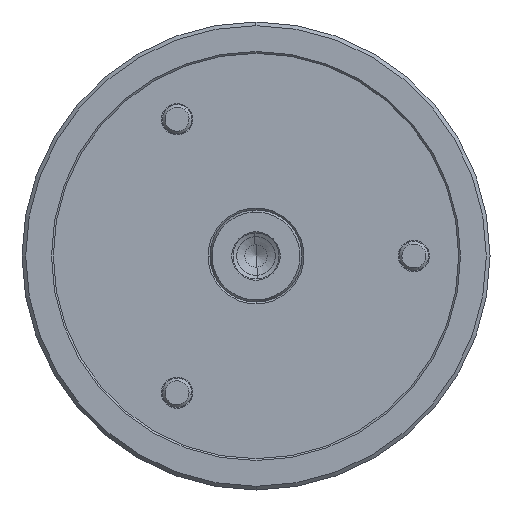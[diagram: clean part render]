
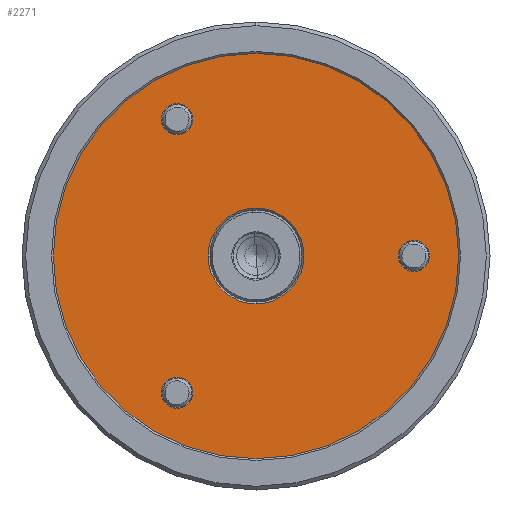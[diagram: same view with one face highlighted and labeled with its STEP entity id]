
A CAD part, left-side view. The second image highlights one B-rep face of the part: STEP entity #2271.
In plain terms, the highlighted planar face has unit normal (-1, 0, 0).
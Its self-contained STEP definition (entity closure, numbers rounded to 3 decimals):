
#70 = DIRECTION ( 'NONE',  ( -1., 0., 0. ) ) ;
#160 = CIRCLE ( 'NONE', #1348, 8.5 ) ;
#340 = VERTEX_POINT ( 'NONE', #2083 ) ;
#927 = CARTESIAN_POINT ( 'NONE',  ( 5., 42.85, -74.218 ) ) ;
#1239 = CARTESIAN_POINT ( 'NONE',  ( 5., 0., 0. ) ) ;
#1261 = DIRECTION ( 'NONE',  ( 1., 0., 0. ) ) ;
#1320 = FACE_BOUND ( 'NONE', #11807, .T. ) ;
#1321 = ORIENTED_EDGE ( 'NONE', *, *, #12155, .F. ) ;
#1335 = CARTESIAN_POINT ( 'NONE',  ( 5., 42.85, 74.218 ) ) ;
#1348 = AXIS2_PLACEMENT_3D ( 'NONE', #7705, #1722, #8699 ) ;
#1580 = EDGE_CURVE ( 'NONE', #7217, #6426, #160, .T. ) ;
#1722 = DIRECTION ( 'NONE',  ( -1., 0., 0. ) ) ;
#1741 = AXIS2_PLACEMENT_3D ( 'NONE', #5642, #12604, #6640 ) ;
#1809 = VERTEX_POINT ( 'NONE', #9729 ) ;
#1821 = AXIS2_PLACEMENT_3D ( 'NONE', #4616, #11587, #5639 ) ;
#1883 = AXIS2_PLACEMENT_3D ( 'NONE', #6036, #70, #7048 ) ;
#1922 = CARTESIAN_POINT ( 'NONE',  ( 5., 42.85, 65.718 ) ) ;
#1930 = DIRECTION ( 'NONE',  ( 0., 0., 1. ) ) ;
#1957 = CIRCLE ( 'NONE', #8130, 8.5 ) ;
#2020 = ORIENTED_EDGE ( 'NONE', *, *, #7987, .T. ) ;
#2083 = CARTESIAN_POINT ( 'NONE',  ( 5., 0., -110. ) ) ;
#2166 = CARTESIAN_POINT ( 'NONE',  ( 5., 110., 0. ) ) ;
#2251 = DIRECTION ( 'NONE',  ( 0., 0., -1. ) ) ;
#2271 = ADVANCED_FACE ( 'NONE', ( #6651, #11624, #1320, #3965, #11926 ), #3164, .T. ) ;
#2281 = VERTEX_POINT ( 'NONE', #9153 ) ;
#2341 = DIRECTION ( 'NONE',  ( 0., 0., 1. ) ) ;
#2393 = EDGE_CURVE ( 'NONE', #6426, #7217, #3032, .T. ) ;
#2544 = CARTESIAN_POINT ( 'NONE',  ( 5., -85.7, -8.5 ) ) ;
#2900 = CIRCLE ( 'NONE', #1821, 8.5 ) ;
#2949 = CARTESIAN_POINT ( 'NONE',  ( 5., 0., -26. ) ) ;
#2987 = VERTEX_POINT ( 'NONE', #2544 ) ;
#3032 = CIRCLE ( 'NONE', #8467, 8.5 ) ;
#3164 = PLANE ( 'NONE',  #7811 ) ;
#3418 = ORIENTED_EDGE ( 'NONE', *, *, #6898, .F. ) ;
#3576 = ORIENTED_EDGE ( 'NONE', *, *, #11849, .F. ) ;
#3578 = VERTEX_POINT ( 'NONE', #4821 ) ;
#3640 = CARTESIAN_POINT ( 'NONE',  ( 5., 0., 26. ) ) ;
#3965 = FACE_BOUND ( 'NONE', #7849, .T. ) ;
#4086 = ORIENTED_EDGE ( 'NONE', *, *, #2393, .F. ) ;
#4271 = CIRCLE ( 'NONE', #1741, 26. ) ;
#4421 = DIRECTION ( 'NONE',  ( 1., 0., 0. ) ) ;
#4444 = CIRCLE ( 'NONE', #11020, 8.5 ) ;
#4616 = CARTESIAN_POINT ( 'NONE',  ( 5., -85.7, 0. ) ) ;
#4696 = DIRECTION ( 'NONE',  ( -1., 0., 0. ) ) ;
#4821 = CARTESIAN_POINT ( 'NONE',  ( 5., 0., 110. ) ) ;
#4852 = CARTESIAN_POINT ( 'NONE',  ( 5., 42.85, -82.718 ) ) ;
#5232 = ORIENTED_EDGE ( 'NONE', *, *, #6239, .F. ) ;
#5639 = DIRECTION ( 'NONE',  ( 0., 0., 1. ) ) ;
#5642 = CARTESIAN_POINT ( 'NONE',  ( 5., 0., 0. ) ) ;
#5703 = CIRCLE ( 'NONE', #1883, 8.5 ) ;
#6036 = CARTESIAN_POINT ( 'NONE',  ( 5., 42.85, -74.218 ) ) ;
#6183 = DIRECTION ( 'NONE',  ( 0., 0., 1. ) ) ;
#6239 = EDGE_CURVE ( 'NONE', #340, #3578, #6675, .T. ) ;
#6426 = VERTEX_POINT ( 'NONE', #10421 ) ;
#6446 = ORIENTED_EDGE ( 'NONE', *, *, #11499, .F. ) ;
#6640 = DIRECTION ( 'NONE',  ( 0., 0., 1. ) ) ;
#6651 = FACE_BOUND ( 'NONE', #12755, .T. ) ;
#6675 = CIRCLE ( 'NONE', #11332, 110. ) ;
#6845 = AXIS2_PLACEMENT_3D ( 'NONE', #10397, #4421, #11388 ) ;
#6898 = EDGE_CURVE ( 'NONE', #2281, #2987, #2900, .T. ) ;
#7048 = DIRECTION ( 'NONE',  ( 0., 0., 1. ) ) ;
#7217 = VERTEX_POINT ( 'NONE', #1922 ) ;
#7225 = VERTEX_POINT ( 'NONE', #2949 ) ;
#7257 = CARTESIAN_POINT ( 'NONE',  ( 5., 0., 0. ) ) ;
#7471 = EDGE_CURVE ( 'NONE', #3578, #340, #12408, .T. ) ;
#7705 = CARTESIAN_POINT ( 'NONE',  ( 5., 42.85, 74.218 ) ) ;
#7736 = ORIENTED_EDGE ( 'NONE', *, *, #7471, .F. ) ;
#7811 = AXIS2_PLACEMENT_3D ( 'NONE', #2166, #12139, #6183 ) ;
#7820 = EDGE_LOOP ( 'NONE', ( #5232, #7736 ) ) ;
#7849 = EDGE_LOOP ( 'NONE', ( #2020, #10135 ) ) ;
#7910 = DIRECTION ( 'NONE',  ( -1., 0., 0. ) ) ;
#7987 = EDGE_CURVE ( 'NONE', #8668, #7225, #4271, .T. ) ;
#8130 = AXIS2_PLACEMENT_3D ( 'NONE', #10661, #4696, #11661 ) ;
#8188 = ORIENTED_EDGE ( 'NONE', *, *, #1580, .F. ) ;
#8227 = DIRECTION ( 'NONE',  ( 1., 0., 0. ) ) ;
#8251 = DIRECTION ( 'NONE',  ( 0., 0., -1. ) ) ;
#8318 = DIRECTION ( 'NONE',  ( -1., 0., 0. ) ) ;
#8467 = AXIS2_PLACEMENT_3D ( 'NONE', #1335, #8318, #2341 ) ;
#8484 = EDGE_CURVE ( 'NONE', #7225, #8668, #11973, .T. ) ;
#8668 = VERTEX_POINT ( 'NONE', #3640 ) ;
#8699 = DIRECTION ( 'NONE',  ( 0., 0., 1. ) ) ;
#9153 = CARTESIAN_POINT ( 'NONE',  ( 5., -85.7, 8.5 ) ) ;
#9729 = CARTESIAN_POINT ( 'NONE',  ( 5., 42.85, -65.718 ) ) ;
#10135 = ORIENTED_EDGE ( 'NONE', *, *, #8484, .T. ) ;
#10240 = AXIS2_PLACEMENT_3D ( 'NONE', #1239, #8227, #2251 ) ;
#10374 = VERTEX_POINT ( 'NONE', #4852 ) ;
#10397 = CARTESIAN_POINT ( 'NONE',  ( 5., 0., 0. ) ) ;
#10421 = CARTESIAN_POINT ( 'NONE',  ( 5., 42.85, 82.718 ) ) ;
#10661 = CARTESIAN_POINT ( 'NONE',  ( 5., -85.7, 0. ) ) ;
#11020 = AXIS2_PLACEMENT_3D ( 'NONE', #927, #7910, #1930 ) ;
#11332 = AXIS2_PLACEMENT_3D ( 'NONE', #7257, #1261, #8251 ) ;
#11388 = DIRECTION ( 'NONE',  ( 0., 0., 1. ) ) ;
#11480 = EDGE_LOOP ( 'NONE', ( #6446, #1321 ) ) ;
#11499 = EDGE_CURVE ( 'NONE', #10374, #1809, #4444, .T. ) ;
#11587 = DIRECTION ( 'NONE',  ( -1., 0., 0. ) ) ;
#11624 = FACE_BOUND ( 'NONE', #11480, .T. ) ;
#11661 = DIRECTION ( 'NONE',  ( 0., 0., 1. ) ) ;
#11807 = EDGE_LOOP ( 'NONE', ( #3576, #3418 ) ) ;
#11849 = EDGE_CURVE ( 'NONE', #2987, #2281, #1957, .T. ) ;
#11926 = FACE_OUTER_BOUND ( 'NONE', #7820, .T. ) ;
#11973 = CIRCLE ( 'NONE', #6845, 26. ) ;
#12139 = DIRECTION ( 'NONE',  ( -1., 0., 0. ) ) ;
#12155 = EDGE_CURVE ( 'NONE', #1809, #10374, #5703, .T. ) ;
#12408 = CIRCLE ( 'NONE', #10240, 110. ) ;
#12604 = DIRECTION ( 'NONE',  ( 1., 0., 0. ) ) ;
#12755 = EDGE_LOOP ( 'NONE', ( #8188, #4086 ) ) ;
